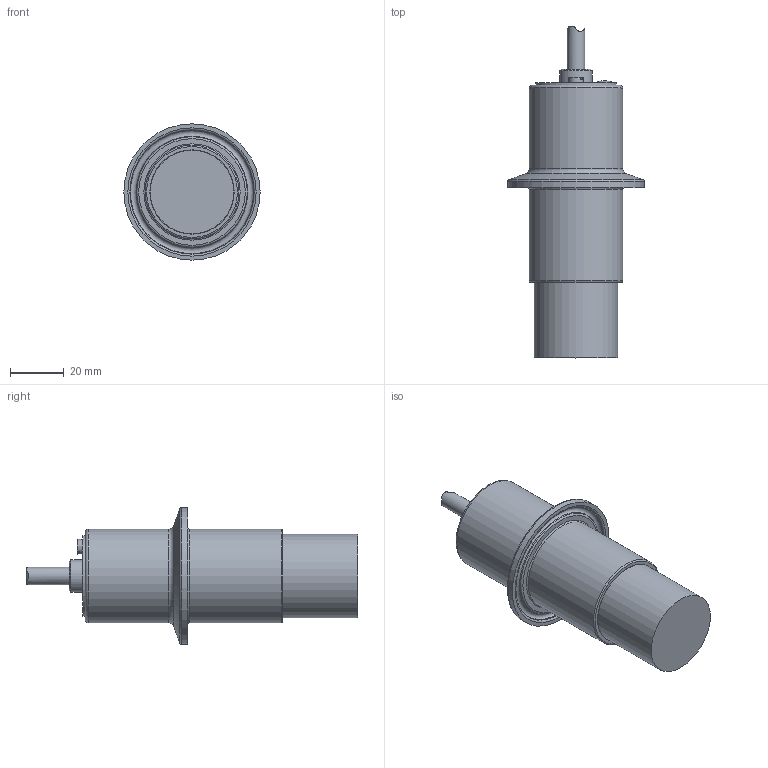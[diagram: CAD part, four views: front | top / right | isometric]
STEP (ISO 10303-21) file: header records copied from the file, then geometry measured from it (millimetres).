
FILE_DESCRIPTION(/* description */ (''),/* implementation_level */ '2;1');
FILE_NAME(/* name */ 'KA0377_Shrinkwrap_1.stp',/* time_stamp */ '2021-10-07T09:55:21+02:00',/* author */ ('Krieger Anja'),/* organization */ (''),/* preprocessor_version */ 'ST-DEVELOPER v18.1',/* originating_system */ 'Autodesk Inventor 2021',/* authorisation */ '');
FILE_SCHEMA (('AUTOMOTIVE_DESIGN { 1 0 10303 214 3 1 1 }'));
Length unit declared in the file: millimetre
Products named in the file (1): KA0377_Shrinkwrap_1
Bounding box: 50.5 x 122.98 x 50.5 mm (x, y, z)
Volume: 41258.1 mm3; surface area: 27245.8 mm2
Topology: 2 solids, 2 shells, 74 faces, 152 edges, 101 vertices
Faces by surface type: cylinder 28, plane 26, torus 11, cone 8, bspline 1
Full cylindrical faces by diameter (mm): 3 x2, 5.1 x1, 5.5 x1, 5.85 x2, 6 x1, 6.4 x2, 7.2 x1, 12.2 x1, 26.2 x1, 27.8 x2, 28 x2, 28.2 x2, 29 x1, 30 x1, 31 x2, 31.2 x1, 34.7 x2, 50.5 x1
Entity records: 2238 total; most frequent: CARTESIAN_POINT 413, DIRECTION 399, ORIENTED_EDGE 302, AXIS2_PLACEMENT_3D 178, EDGE_CURVE 151, CIRCLE 104, VERTEX_POINT 101, EDGE_LOOP 94
